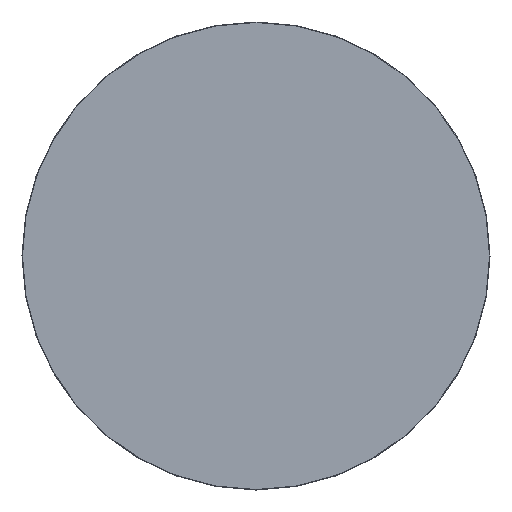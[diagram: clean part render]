
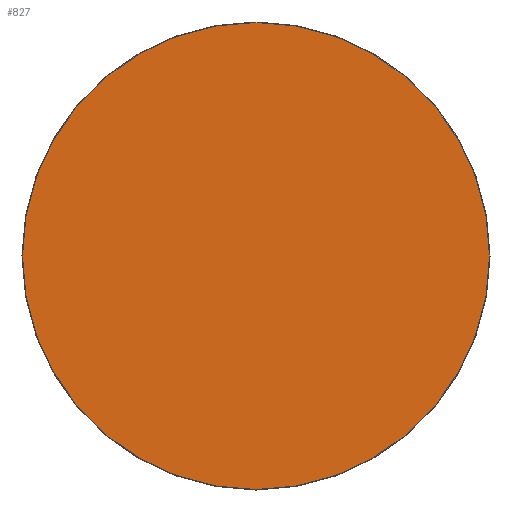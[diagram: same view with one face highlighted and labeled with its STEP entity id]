
A CAD part, left-side view. The second image highlights one B-rep face of the part: STEP entity #827.
In plain terms, the highlighted planar face has unit normal (-1, 0, 0).
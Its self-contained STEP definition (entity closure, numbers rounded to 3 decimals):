
#14 = CIRCLE ( 'NONE', #321, 149.7 ) ;
#58 = EDGE_LOOP ( 'NONE', ( #287, #2059 ) ) ;
#152 = FACE_OUTER_BOUND ( 'NONE', #58, .T. ) ;
#237 = CARTESIAN_POINT ( 'NONE',  ( 0., 0., -149.7 ) ) ;
#244 = AXIS2_PLACEMENT_3D ( 'NONE', #1592, #1572, #928 ) ;
#287 = ORIENTED_EDGE ( 'NONE', *, *, #1256, .T. ) ;
#321 = AXIS2_PLACEMENT_3D ( 'NONE', #875, #1836, #537 ) ;
#408 = AXIS2_PLACEMENT_3D ( 'NONE', #668, #501, #469 ) ;
#456 = PLANE ( 'NONE',  #408 ) ;
#469 = DIRECTION ( 'NONE',  ( 0., 0., -1. ) ) ;
#501 = DIRECTION ( 'NONE',  ( 1., 0., 0. ) ) ;
#537 = DIRECTION ( 'NONE',  ( 0., 0., 1. ) ) ;
#668 = CARTESIAN_POINT ( 'NONE',  ( 0., 0., 0. ) ) ;
#827 = ADVANCED_FACE ( 'NONE', ( #152 ), #456, .F. ) ;
#875 = CARTESIAN_POINT ( 'NONE',  ( 0., 0., 0. ) ) ;
#928 = DIRECTION ( 'NONE',  ( 0., 0., 1. ) ) ;
#974 = VERTEX_POINT ( 'NONE', #1486 ) ;
#1134 = CIRCLE ( 'NONE', #244, 149.7 ) ;
#1256 = EDGE_CURVE ( 'NONE', #1971, #974, #14, .T. ) ;
#1486 = CARTESIAN_POINT ( 'NONE',  ( 0., 0., 149.7 ) ) ;
#1502 = EDGE_CURVE ( 'NONE', #974, #1971, #1134, .T. ) ;
#1572 = DIRECTION ( 'NONE',  ( -1., 0., 0. ) ) ;
#1592 = CARTESIAN_POINT ( 'NONE',  ( 0., 0., 0. ) ) ;
#1836 = DIRECTION ( 'NONE',  ( -1., 0., 0. ) ) ;
#1971 = VERTEX_POINT ( 'NONE', #237 ) ;
#2059 = ORIENTED_EDGE ( 'NONE', *, *, #1502, .T. ) ;
